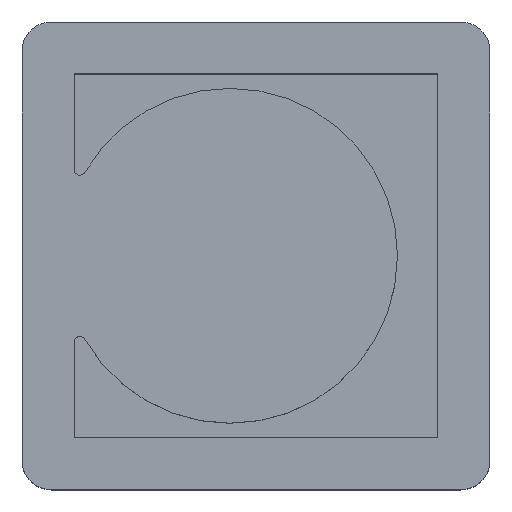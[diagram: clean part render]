
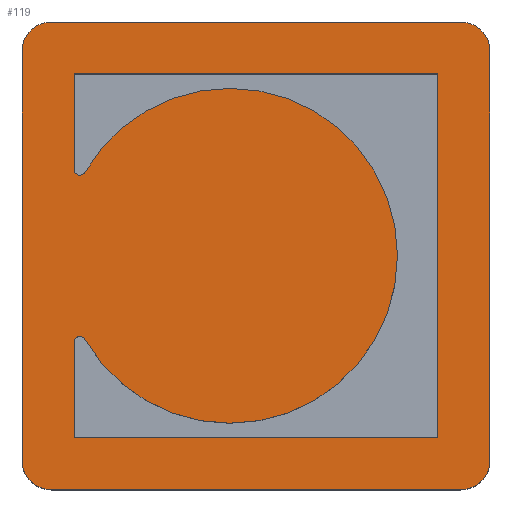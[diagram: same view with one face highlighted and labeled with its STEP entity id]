
A CAD part, top view. The second image highlights one B-rep face of the part: STEP entity #119.
In plain terms, the highlighted planar face has unit normal (0, 0, 1).
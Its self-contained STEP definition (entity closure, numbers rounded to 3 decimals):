
#119=ADVANCED_FACE('NONE',(#282,#283),#284,.F.);
#282=FACE_OUTER_BOUND('',#489,.T.);
#283=FACE_BOUND('',#490,.T.);
#284=PLANE('',#491);
#489=EDGE_LOOP('',(#782,#783,#784,#785,#786,#787,#788,#789));
#490=EDGE_LOOP('',(#790,#791,#792,#793,#794,#795,#796,#797,#798));
#491=AXIS2_PLACEMENT_3D('',#799,#800,#801);
#782=ORIENTED_EDGE('',*,*,#1297,.T.);
#783=ORIENTED_EDGE('',*,*,#1312,.T.);
#784=ORIENTED_EDGE('',*,*,#1300,.T.);
#785=ORIENTED_EDGE('',*,*,#1313,.T.);
#786=ORIENTED_EDGE('',*,*,#1304,.T.);
#787=ORIENTED_EDGE('',*,*,#1314,.T.);
#788=ORIENTED_EDGE('',*,*,#1309,.T.);
#789=ORIENTED_EDGE('',*,*,#1315,.T.);
#790=ORIENTED_EDGE('',*,*,#1233,.F.);
#791=ORIENTED_EDGE('',*,*,#1316,.T.);
#792=ORIENTED_EDGE('',*,*,#1249,.F.);
#793=ORIENTED_EDGE('',*,*,#1317,.F.);
#794=ORIENTED_EDGE('',*,*,#1318,.F.);
#795=ORIENTED_EDGE('',*,*,#1319,.F.);
#796=ORIENTED_EDGE('',*,*,#1254,.F.);
#797=ORIENTED_EDGE('',*,*,#1320,.T.);
#798=ORIENTED_EDGE('',*,*,#1321,.F.);
#799=CARTESIAN_POINT('',(-40.5,40.5,37.5));
#800=DIRECTION('',(0.0,0.0,-1.0));
#801=DIRECTION('',(0.0,-1.0,0.0));
#1233=EDGE_CURVE('NONE',#1465,#1461,#1467,.T.);
#1249=EDGE_CURVE('NONE',#1494,#1495,#1496,.T.);
#1254=EDGE_CURVE('NONE',#1500,#1502,#1503,.T.);
#1297=EDGE_CURVE('NONE',#1575,#1573,#1576,.T.);
#1300=EDGE_CURVE('NONE',#1579,#1580,#1581,.T.);
#1304=EDGE_CURVE('NONE',#1585,#1586,#1587,.T.);
#1309=EDGE_CURVE('NONE',#1593,#1591,#1594,.T.);
#1312=EDGE_CURVE('NONE',#1573,#1579,#1597,.T.);
#1313=EDGE_CURVE('NONE',#1580,#1585,#1598,.T.);
#1314=EDGE_CURVE('NONE',#1586,#1593,#1599,.T.);
#1315=EDGE_CURVE('NONE',#1591,#1575,#1600,.T.);
#1316=EDGE_CURVE('NONE',#1465,#1495,#1601,.T.);
#1317=EDGE_CURVE('NONE',#1602,#1494,#1603,.T.);
#1318=EDGE_CURVE('NONE',#1604,#1602,#1605,.T.);
#1319=EDGE_CURVE('NONE',#1502,#1604,#1606,.T.);
#1320=EDGE_CURVE('NONE',#1500,#1607,#1608,.T.);
#1321=EDGE_CURVE('NONE',#1461,#1607,#1609,.T.);
#1461=VERTEX_POINT('',#1801);
#1465=VERTEX_POINT('NONE',#1806);
#1467=CIRCLE('',#1809,29.0);
#1494=VERTEX_POINT('NONE',#1843);
#1495=VERTEX_POINT('NONE',#1844);
#1496=LINE('',#1845,#1846);
#1500=VERTEX_POINT('NONE',#1852);
#1502=VERTEX_POINT('NONE',#1855);
#1503=LINE('',#1856,#1857);
#1573=VERTEX_POINT('NONE',#1952);
#1575=VERTEX_POINT('NONE',#1955);
#1576=LINE('',#1956,#1957);
#1579=VERTEX_POINT('NONE',#1961);
#1580=VERTEX_POINT('NONE',#1962);
#1581=LINE('',#1963,#1964);
#1585=VERTEX_POINT('NONE',#1970);
#1586=VERTEX_POINT('NONE',#1971);
#1587=LINE('',#1972,#1973);
#1591=VERTEX_POINT('NONE',#1979);
#1593=VERTEX_POINT('NONE',#1982);
#1594=LINE('',#1983,#1984);
#1597=CIRCLE('',#1988,5.0);
#1598=CIRCLE('',#1989,5.0);
#1599=CIRCLE('',#1990,5.0);
#1600=CIRCLE('',#1991,5.0);
#1601=CIRCLE('',#1992,1.0);
#1602=VERTEX_POINT('NONE',#1993);
#1603=LINE('',#1994,#1995);
#1604=VERTEX_POINT('NONE',#1996);
#1605=LINE('',#1997,#1998);
#1606=LINE('',#1999,#2000);
#1607=VERTEX_POINT('NONE',#2001);
#1608=CIRCLE('',#2002,1.0);
#1609=CIRCLE('',#2003,29.0);
#1801=CARTESIAN_POINT('',(24.5,0.,37.5));
#1806=CARTESIAN_POINT('',(-29.633,14.468,37.5));
#1809=AXIS2_PLACEMENT_3D('',#2257,#2258,#2259);
#1843=CARTESIAN_POINT('',(-31.5,31.5,37.5));
#1844=CARTESIAN_POINT('',(-31.5,14.967,37.5));
#1845=CARTESIAN_POINT('',(-31.5,-31.5,37.5));
#1846=VECTOR('',#2282,1000.0);
#1852=CARTESIAN_POINT('',(-31.5,-14.967,37.5));
#1855=CARTESIAN_POINT('',(-31.5,-31.5,37.5));
#1856=CARTESIAN_POINT('',(-31.5,-31.5,37.5));
#1857=VECTOR('',#2286,1000.0);
#1952=CARTESIAN_POINT('',(-40.5,-35.5,37.5));
#1955=CARTESIAN_POINT('',(-40.5,35.5,37.5));
#1956=CARTESIAN_POINT('',(-40.5,-40.5,37.5));
#1957=VECTOR('',#2340,1000.0);
#1961=CARTESIAN_POINT('',(-35.5,-40.5,37.5));
#1962=CARTESIAN_POINT('',(35.5,-40.5,37.5));
#1963=CARTESIAN_POINT('',(-40.5,-40.5,37.5));
#1964=VECTOR('',#2342,1000.0);
#1970=CARTESIAN_POINT('',(40.5,-35.5,37.5));
#1971=CARTESIAN_POINT('',(40.5,35.5,37.5));
#1972=CARTESIAN_POINT('',(40.5,-40.5,37.5));
#1973=VECTOR('',#2345,1000.0);
#1979=CARTESIAN_POINT('',(-35.5,40.5,37.5));
#1982=CARTESIAN_POINT('',(35.5,40.5,37.5));
#1983=CARTESIAN_POINT('',(-40.5,40.5,37.5));
#1984=VECTOR('',#2349,1000.0);
#1988=AXIS2_PLACEMENT_3D('',#2351,#2352,#2353);
#1989=AXIS2_PLACEMENT_3D('',#2354,#2355,#2356);
#1990=AXIS2_PLACEMENT_3D('',#2357,#2358,#2359);
#1991=AXIS2_PLACEMENT_3D('',#2360,#2361,#2362);
#1992=AXIS2_PLACEMENT_3D('',#2363,#2364,#2365);
#1993=CARTESIAN_POINT('',(31.5,31.5,37.5));
#1994=CARTESIAN_POINT('',(-31.5,31.5,37.5));
#1995=VECTOR('',#2366,1000.0);
#1996=CARTESIAN_POINT('',(31.5,-31.5,37.5));
#1997=CARTESIAN_POINT('',(31.5,-31.5,37.5));
#1998=VECTOR('',#2367,1000.0);
#1999=CARTESIAN_POINT('',(-31.5,-31.5,37.5));
#2000=VECTOR('',#2368,1000.0);
#2001=CARTESIAN_POINT('',(-29.633,-14.468,37.5));
#2002=AXIS2_PLACEMENT_3D('',#2369,#2370,#2371);
#2003=AXIS2_PLACEMENT_3D('',#2372,#2373,#2374);
#2257=CARTESIAN_POINT('',(-4.5,0.0,37.5));
#2258=DIRECTION('',(0.0,0.0,-1.0));
#2259=DIRECTION('',(-1.0,0.0,0.0));
#2282=DIRECTION('',(-0.0,-1.0,-0.0));
#2286=DIRECTION('',(-0.0,-1.0,-0.0));
#2340=DIRECTION('',(-0.0,-1.0,-0.0));
#2342=DIRECTION('',(1.0,0.0,0.0));
#2345=DIRECTION('',(0.0,1.0,0.0));
#2349=DIRECTION('',(-1.0,-0.0,-0.0));
#2351=CARTESIAN_POINT('',(-35.5,-35.5,37.5));
#2352=DIRECTION('',(0.0,0.0,1.0));
#2353=DIRECTION('',(-1.0,0.0,0.0));
#2354=CARTESIAN_POINT('',(35.5,-35.5,37.5));
#2355=DIRECTION('',(0.0,0.0,1.0));
#2356=DIRECTION('',(-1.0,0.0,0.0));
#2357=CARTESIAN_POINT('',(35.5,35.5,37.5));
#2358=DIRECTION('',(0.0,0.0,1.0));
#2359=DIRECTION('',(-1.0,0.0,0.0));
#2360=CARTESIAN_POINT('',(-35.5,35.5,37.5));
#2361=DIRECTION('',(0.0,0.0,1.0));
#2362=DIRECTION('',(-1.0,0.0,0.0));
#2363=CARTESIAN_POINT('',(-30.5,14.967,37.5));
#2364=DIRECTION('',(0.0,0.0,-1.0));
#2365=DIRECTION('',(-1.0,0.0,0.0));
#2366=DIRECTION('',(-1.0,-0.0,-0.0));
#2367=DIRECTION('',(0.0,1.0,0.0));
#2368=DIRECTION('',(1.0,0.,0.0));
#2369=CARTESIAN_POINT('',(-30.5,-14.967,37.5));
#2370=DIRECTION('',(0.0,0.0,-1.0));
#2371=DIRECTION('',(-1.0,0.0,0.0));
#2372=CARTESIAN_POINT('',(-4.5,0.0,37.5));
#2373=DIRECTION('',(0.0,0.0,-1.0));
#2374=DIRECTION('',(-1.0,0.0,0.0));
